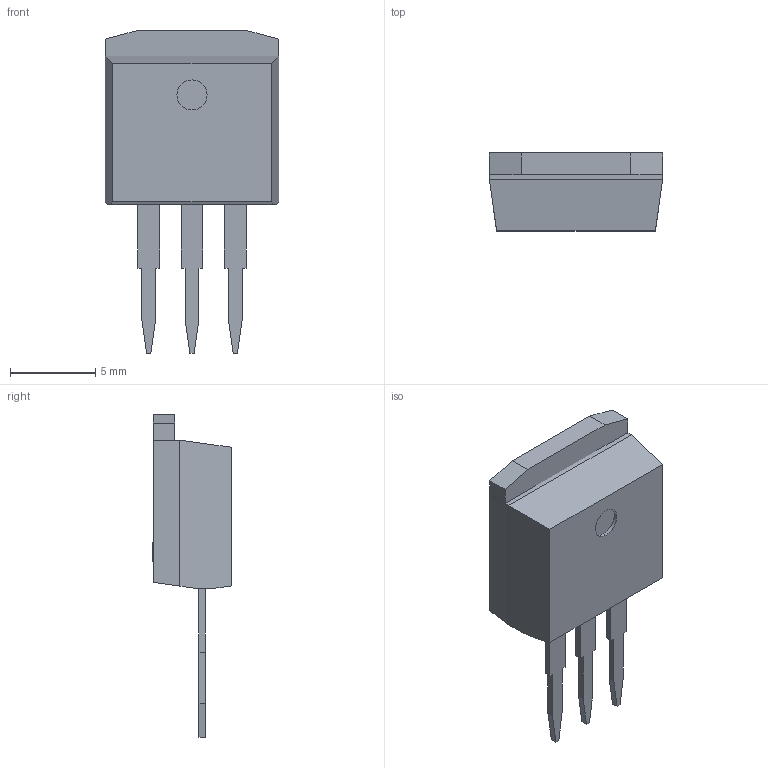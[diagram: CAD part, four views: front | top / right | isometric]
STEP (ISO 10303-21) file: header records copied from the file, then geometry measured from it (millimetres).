
FILE_DESCRIPTION (( 'STEP AP214' ), '1' );
FILE_NAME ('TO-220F-3PIN-L10.2-W4.6-H14.0-P2.54-L.step', '2022-08-01T12:48:00', ( '' ), ( '' ), 'SwSTEP 2.0', 'SolidWorks 2020', '' );
FILE_SCHEMA (( 'AUTOMOTIVE_DESIGN' ));
Length unit declared in the file: millimetre
Products named in the file (1): TO-220F-3PIN-L10.2-W4.6-H14.0-P2.54-L
Bounding box: 10.16 x 4.58 x 18.95 mm (x, y, z)
Volume: 408.9 mm3; surface area: 549.3 mm2
Topology: 2 solids, 2 shells, 295 faces, 802 edges, 534 vertices
Faces by surface type: plane 195, bspline 98, cylinder 2
Entity records: 12916 total; most frequent: CARTESIAN_POINT 2938, ORIENTED_EDGE 1604, DIRECTION 1002, EDGE_CURVE 802, VECTOR 598, LINE 598, VERTEX_POINT 534, EDGE_LOOP 318
